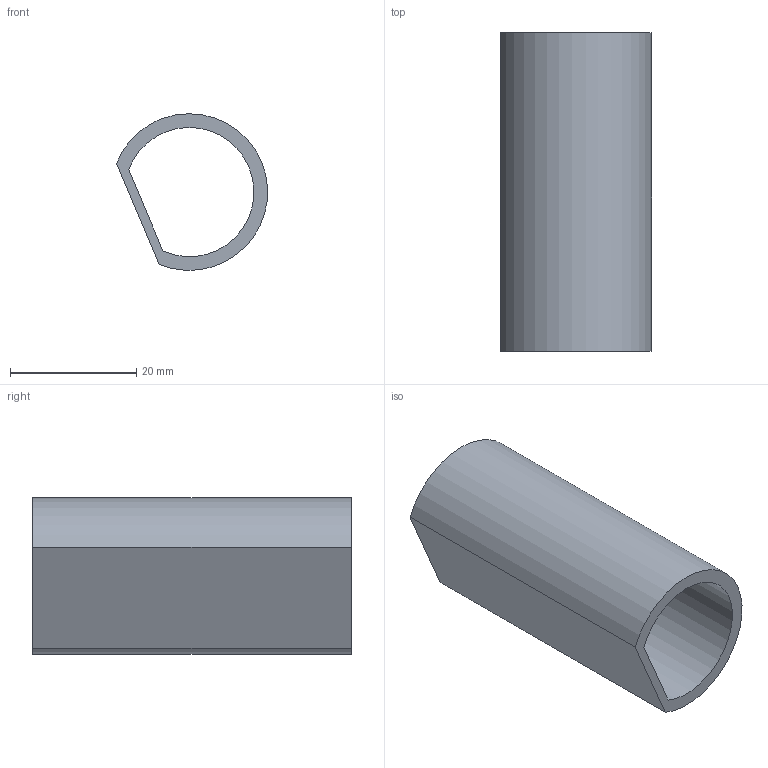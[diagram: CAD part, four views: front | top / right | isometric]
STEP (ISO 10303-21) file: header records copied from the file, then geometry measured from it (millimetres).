
FILE_DESCRIPTION((''),'2;1');
FILE_NAME('SHOULDER_LENGTH_ADAPTER','2021-03-30T11:04:26',('TINH LE'),(''),'CREO PARAMETRIC BY PTC INC, 2020154','CREO PARAMETRIC BY PTC INC, 2020154','');
FILE_SCHEMA(('CONFIG_CONTROL_DESIGN'));
Length unit declared in the file: millimetre
Products named in the file (1): SHOULDER_LENGTH_ADAPTER
Bounding box: 23.95 x 50.52 x 24.83 mm (x, y, z)
Volume: 7017.3 mm3; surface area: 7308.7 mm2
Topology: 1 solids, 1 shells, 6 faces, 12 edges, 8 vertices
Faces by surface type: plane 4, cylinder 2
Entity records: 202 total; most frequent: DIRECTION 28, CARTESIAN_POINT 26, ORIENTED_EDGE 24, EDGE_CURVE 12, AXIS2_PLACEMENT_3D 10, VECTOR 8, LINE 8, VERTEX_POINT 8
